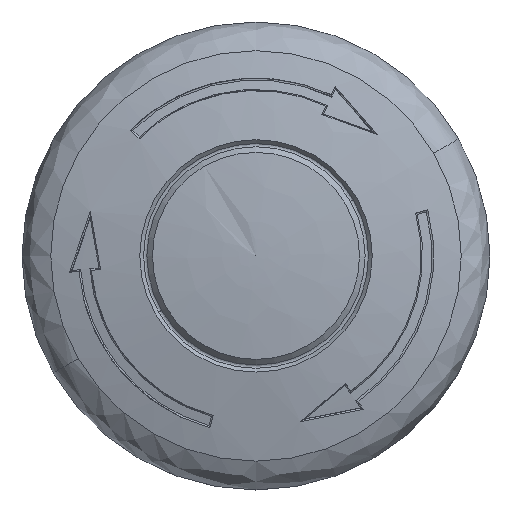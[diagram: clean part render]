
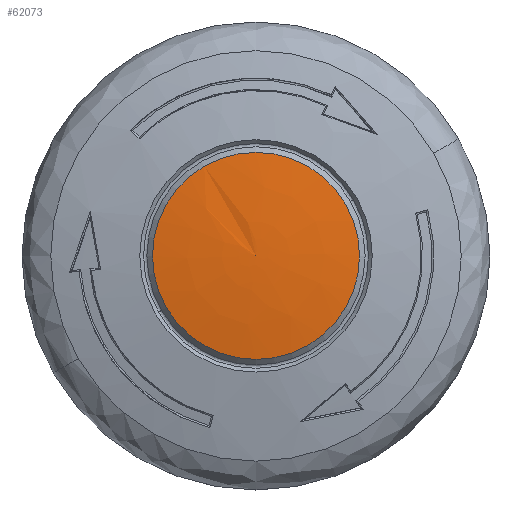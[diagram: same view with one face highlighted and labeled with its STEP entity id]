
A CAD part, top view. The second image highlights one B-rep face of the part: STEP entity #62073.
In plain terms, the highlighted free-form (B-spline) face has degree [3, 3] with [4, 7] control points.
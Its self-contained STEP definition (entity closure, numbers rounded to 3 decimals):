
#2495 = ORIENTED_EDGE ( 'NONE', *, *, #55440, .T. ) ;
#3984 = CARTESIAN_POINT ( 'NONE',  ( 0., 0., 0. ) ) ;
#4298 = CARTESIAN_POINT ( 'NONE',  ( -4.435, 7.682, -0.295 ) ) ;
#4607 = CARTESIAN_POINT ( 'NONE',  ( -6.636, 11.493, -0.885 ) ) ;
#8758 = FACE_OUTER_BOUND ( 'NONE', #61904, .T. ) ;
#9067 = CARTESIAN_POINT ( 'NONE',  ( -5.47, -8.285, 0. ) ) ;
#9381 = CARTESIAN_POINT ( 'NONE',  ( 6.636, -11.493, -0.885 ) ) ;
#13857 = CARTESIAN_POINT ( 'NONE',  ( 5.47, 8.285, 0. ) ) ;
#14178 = CARTESIAN_POINT ( 'NONE',  ( -6.636, 11.493, -0.885 ) ) ;
#17510 = VERTEX_POINT ( 'NONE', #36834 ) ;
#18348 = CIRCLE ( 'NONE', #53407, 13.271 ) ;
#18674 = CARTESIAN_POINT ( 'NONE',  ( 0., 0., 0. ) ) ;
#18976 = CARTESIAN_POINT ( 'NONE',  ( -10.929, -16.552, -0.295 ) ) ;
#21576 = CARTESIAN_POINT ( 'NONE',  ( 0., 0., -0.885 ) ) ;
#23478 = CARTESIAN_POINT ( 'NONE',  ( 0., 0., 0. ) ) ;
#23799 = CARTESIAN_POINT ( 'NONE',  ( 10.929, 16.552, -0.295 ) ) ;
#28563 = CARTESIAN_POINT ( 'NONE',  ( -9.911, -0.595, 0. ) ) ;
#28880 = CARTESIAN_POINT ( 'NONE',  ( -16.351, -24.764, -0.885 ) ) ;
#33297 = CARTESIAN_POINT ( 'NONE',  ( 9.911, 0.595, 0. ) ) ;
#33591 =( BOUNDED_SURFACE ( )  B_SPLINE_SURFACE ( 3, 3, ( 
 ( #47272, #3984, #23478, #42605, #61592, #18674, #37963 ),
 ( #56909, #13857, #33297, #52241, #9067, #28563, #47578 ),
 ( #4298, #23799, #42912, #61896, #18976, #38257, #57210 ),
 ( #14178, #33610, #52544, #9381, #28880, #47887, #4607 ) ),
 .UNSPECIFIED., .F., .T., .F. ) 
 B_SPLINE_SURFACE_WITH_KNOTS ( ( 4, 4 ),
 ( 4, 3, 4 ),
 ( 0., 1. ),
 ( 0., 0.5, 1. ),
 .UNSPECIFIED. ) 
 GEOMETRIC_REPRESENTATION_ITEM ( )  RATIONAL_B_SPLINE_SURFACE ( (
 ( 1., 0.333, 0.333, 1., 0.333, 0.333, 1.),
 ( 0.999, 0.333, 0.333, 0.999, 0.333, 0.333, 0.999),
 ( 0.999, 0.333, 0.333, 0.999, 0.333, 0.333, 0.999),
 ( 1., 0.333, 0.333, 1., 0.333, 0.333, 1.) ) ) 
 REPRESENTATION_ITEM ( '' )  SURFACE ( )  );
#33610 = CARTESIAN_POINT ( 'NONE',  ( 16.351, 24.764, -0.885 ) ) ;
#36834 = CARTESIAN_POINT ( 'NONE',  ( -11.493, -6.636, -0.885 ) ) ;
#37963 = CARTESIAN_POINT ( 'NONE',  ( 0., 0., 0. ) ) ;
#38257 = CARTESIAN_POINT ( 'NONE',  ( -19.799, -1.188, -0.295 ) ) ;
#40782 = DIRECTION ( 'NONE',  ( 0., 0., 1. ) ) ;
#42605 = CARTESIAN_POINT ( 'NONE',  ( 0., 0., 0. ) ) ;
#42912 = CARTESIAN_POINT ( 'NONE',  ( 19.799, 1.188, -0.295 ) ) ;
#47272 = CARTESIAN_POINT ( 'NONE',  ( 0., 0., 0. ) ) ;
#47578 = CARTESIAN_POINT ( 'NONE',  ( -2.22, 3.845, 0. ) ) ;
#47887 = CARTESIAN_POINT ( 'NONE',  ( -29.622, -1.778, -0.885 ) ) ;
#52241 = CARTESIAN_POINT ( 'NONE',  ( 2.22, -3.845, 0. ) ) ;
#52544 = CARTESIAN_POINT ( 'NONE',  ( 29.622, 1.778, -0.885 ) ) ;
#53407 = AXIS2_PLACEMENT_3D ( 'NONE', #21576, #40782, #59744 ) ;
#55440 = EDGE_CURVE ( 'NONE', #17510, #17510, #18348, .T. ) ;
#56909 = CARTESIAN_POINT ( 'NONE',  ( -2.22, 3.845, 0. ) ) ;
#57210 = CARTESIAN_POINT ( 'NONE',  ( -4.435, 7.682, -0.295 ) ) ;
#59744 = DIRECTION ( 'NONE',  ( -0.866, -0.5, 0. ) ) ;
#61592 = CARTESIAN_POINT ( 'NONE',  ( 0., 0., 0. ) ) ;
#61896 = CARTESIAN_POINT ( 'NONE',  ( 4.435, -7.682, -0.295 ) ) ;
#61904 = EDGE_LOOP ( 'NONE', ( #2495 ) ) ;
#62073 = ADVANCED_FACE ( 'NONE', ( #8758 ), #33591, .F. ) ;
